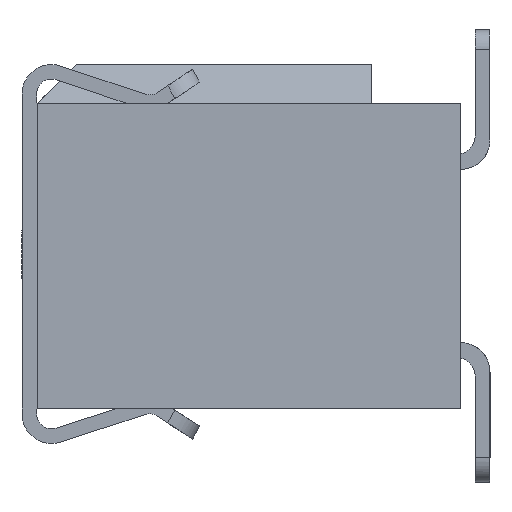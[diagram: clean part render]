
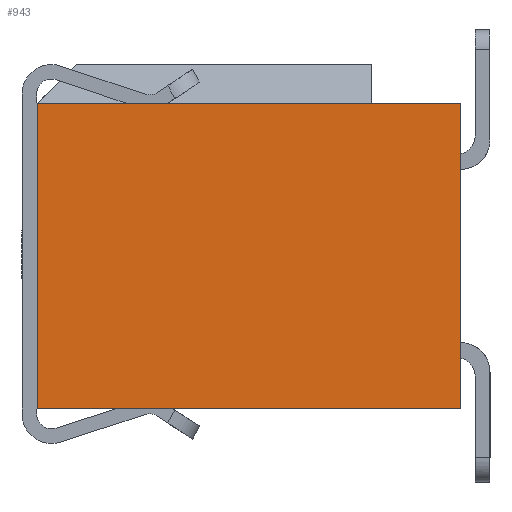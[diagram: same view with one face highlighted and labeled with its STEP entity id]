
A CAD part, left-side view. The second image highlights one B-rep face of the part: STEP entity #943.
In plain terms, the highlighted planar face has unit normal (-1, 0, 0).
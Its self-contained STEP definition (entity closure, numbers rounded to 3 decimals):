
#106=CARTESIAN_POINT('',(1.271,0.7,-2.68));
#107=VERTEX_POINT('',#106);
#108=CARTESIAN_POINT('',(1.271,0.7,-3.1));
#109=VERTEX_POINT('',#108);
#110=CARTESIAN_POINT('',(1.271,0.7,-2.68));
#111=CARTESIAN_POINT('',(1.271,0.7,-2.764));
#112=CARTESIAN_POINT('',(1.271,0.7,-2.848));
#113=CARTESIAN_POINT('',(1.271,0.7,-2.932));
#114=CARTESIAN_POINT('',(1.271,0.7,-3.016));
#115=CARTESIAN_POINT('',(1.271,0.7,-3.1));
#116=B_SPLINE_CURVE_WITH_KNOTS('',5,(#110,#111,#112,#113,#114,#115),.UNSPECIFIED.,.F.,.U.,(6,6),(0.,0.42),.UNSPECIFIED.);
#117=EDGE_CURVE('',#107,#109,#116,.T.);
#131=CARTESIAN_POINT('',(1.271,0.7,0.));
#132=VERTEX_POINT('',#131);
#142=CARTESIAN_POINT('',(1.271,0.7,-0.42));
#143=VERTEX_POINT('',#142);
#144=CARTESIAN_POINT('',(1.271,0.7,-0.42));
#145=CARTESIAN_POINT('',(1.271,0.7,-0.336));
#146=CARTESIAN_POINT('',(1.271,0.7,-0.252));
#147=CARTESIAN_POINT('',(1.271,0.7,-0.168));
#148=CARTESIAN_POINT('',(1.271,0.7,-0.084));
#149=CARTESIAN_POINT('',(1.271,0.7,0.));
#150=B_SPLINE_CURVE_WITH_KNOTS('',5,(#144,#145,#146,#147,#148,#149),.UNSPECIFIED.,.F.,.U.,(6,6),(0.,0.42),.UNSPECIFIED.);
#151=EDGE_CURVE('',#143,#132,#150,.T.);
#153=CARTESIAN_POINT('',(1.271,0.7,-0.42));
#154=DIRECTION('',(0.,0.,-1.));
#155=VECTOR('',#154,2.26);
#156=LINE('',#153,#155);
#157=EDGE_CURVE('',#143,#107,#156,.T.);
#902=CARTESIAN_POINT('',(1.271,2.85,-1.55));
#903=DIRECTION('',(0.,-1.,0.));
#904=DIRECTION('',(-1.,-0.,0.));
#905=AXIS2_PLACEMENT_3D('',#902,#904,#903);
#906=PLANE('',#905);
#907=ORIENTED_EDGE('',*,*,#151,.T.);
#908=CARTESIAN_POINT('',(1.271,5.,0.));
#909=VERTEX_POINT('',#908);
#910=CARTESIAN_POINT('',(1.271,0.7,0.));
#911=CARTESIAN_POINT('',(1.271,1.56,0.));
#912=CARTESIAN_POINT('',(1.271,2.42,0.));
#913=CARTESIAN_POINT('',(1.271,3.28,0.));
#914=CARTESIAN_POINT('',(1.271,4.14,0.));
#915=CARTESIAN_POINT('',(1.271,5.,0.));
#916=B_SPLINE_CURVE_WITH_KNOTS('',5,(#910,#911,#912,#913,#914,#915),.UNSPECIFIED.,.F.,.U.,(6,6),(0.,4.3),.UNSPECIFIED.);
#917=EDGE_CURVE('',#132,#909,#916,.T.);
#918=ORIENTED_EDGE('',*,*,#917,.T.);
#919=CARTESIAN_POINT('',(1.271,5.,-3.1));
#920=VERTEX_POINT('',#919);
#921=CARTESIAN_POINT('',(1.271,5.,-3.1));
#922=CARTESIAN_POINT('',(1.271,5.,-2.48));
#923=CARTESIAN_POINT('',(1.271,5.,-1.86));
#924=CARTESIAN_POINT('',(1.271,5.,-1.24));
#925=CARTESIAN_POINT('',(1.271,5.,-0.62));
#926=CARTESIAN_POINT('',(1.271,5.,0.));
#927=B_SPLINE_CURVE_WITH_KNOTS('',5,(#921,#922,#923,#924,#925,#926),.UNSPECIFIED.,.F.,.U.,(6,6),(0.,3.1),.UNSPECIFIED.);
#928=EDGE_CURVE('',#920,#909,#927,.T.);
#929=ORIENTED_EDGE('',*,*,#928,.F.);
#930=CARTESIAN_POINT('',(1.271,0.7,-3.1));
#931=CARTESIAN_POINT('',(1.271,1.56,-3.1));
#932=CARTESIAN_POINT('',(1.271,2.42,-3.1));
#933=CARTESIAN_POINT('',(1.271,3.28,-3.1));
#934=CARTESIAN_POINT('',(1.271,4.14,-3.1));
#935=CARTESIAN_POINT('',(1.271,5.,-3.1));
#936=B_SPLINE_CURVE_WITH_KNOTS('',5,(#930,#931,#932,#933,#934,#935),.UNSPECIFIED.,.F.,.U.,(6,6),(0.,4.3),.UNSPECIFIED.);
#937=EDGE_CURVE('',#109,#920,#936,.T.);
#938=ORIENTED_EDGE('',*,*,#937,.F.);
#939=ORIENTED_EDGE('',*,*,#117,.F.);
#940=ORIENTED_EDGE('',*,*,#157,.F.);
#941=EDGE_LOOP('',(#907,#918,#929,#938,#939,#940));
#942=FACE_OUTER_BOUND('',#941,.T.);
#943=ADVANCED_FACE('',(#942),#906,.T.);
